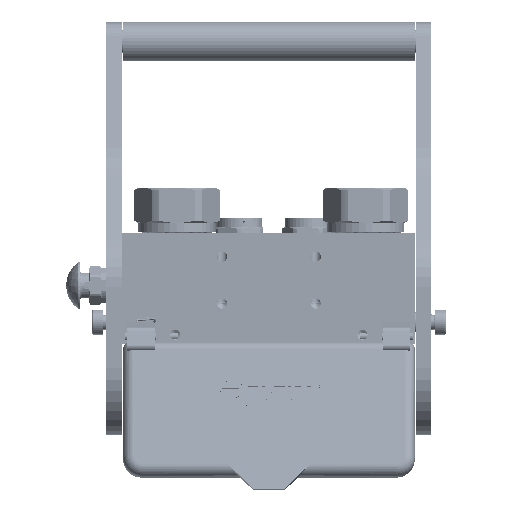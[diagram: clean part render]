
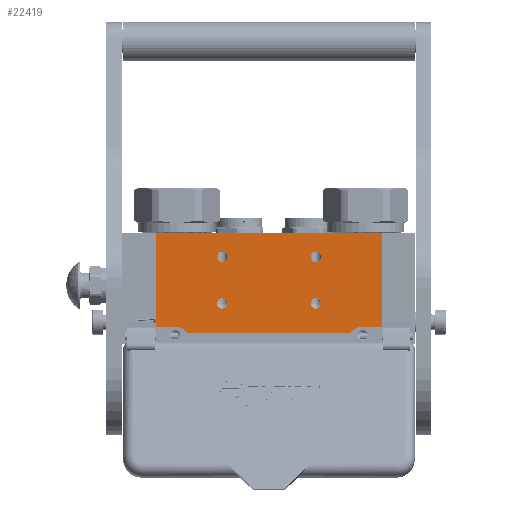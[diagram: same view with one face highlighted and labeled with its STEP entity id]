
A CAD part, left-side view. The second image highlights one B-rep face of the part: STEP entity #22419.
In plain terms, the highlighted face is planar.
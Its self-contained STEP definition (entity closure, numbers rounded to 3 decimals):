
#1874 = ORIENTED_EDGE ( 'NONE', *, *, #7331, .F. ) ;
#5103 = AXIS2_PLACEMENT_3D ( 'NONE', #18091, #142691, #98421 ) ;
#6389 = CARTESIAN_POINT ( 'NONE',  ( 64., 15., -108. ) ) ;
#6946 = AXIS2_PLACEMENT_3D ( 'NONE', #79159, #45040, #34005 ) ;
#7099 = ORIENTED_EDGE ( 'NONE', *, *, #107709, .F. ) ;
#7331 = EDGE_CURVE ( 'NONE', #24353, #103104, #135803, .T. ) ;
#8332 = EDGE_LOOP ( 'NONE', ( #41721, #117511 ) ) ;
#9752 = CARTESIAN_POINT ( 'NONE',  ( 21.3, 60., -108. ) ) ;
#11730 = AXIS2_PLACEMENT_3D ( 'NONE', #103406, #12035, #23553 ) ;
#11770 = DIRECTION ( 'NONE',  ( 1., 0., 0. ) ) ;
#12035 = DIRECTION ( 'NONE',  ( 0., 0., -1. ) ) ;
#13303 = VERTEX_POINT ( 'NONE', #53847 ) ;
#13530 = VERTEX_POINT ( 'NONE', #142154 ) ;
#17914 = DIRECTION ( 'NONE',  ( 0., 0., -1. ) ) ;
#18091 = CARTESIAN_POINT ( 'NONE',  ( 154., 70., -108. ) ) ;
#21543 = LINE ( 'NONE', #29365, #123972 ) ;
#21724 = CARTESIAN_POINT ( 'NONE',  ( 124., 11.7, -108. ) ) ;
#22335 = CIRCLE ( 'NONE', #6946, 3.3 ) ;
#22419 = ADVANCED_FACE ( 'NONE', ( #124810, #33252, #36858, #90737, #117660 ), #108788, .T. ) ;
#23553 = DIRECTION ( 'NONE',  ( 0., -1., 0. ) ) ;
#24310 = VERTEX_POINT ( 'NONE', #75487 ) ;
#24353 = VERTEX_POINT ( 'NONE', #52908 ) ;
#24589 = AXIS2_PLACEMENT_3D ( 'NONE', #58990, #35930, #148939 ) ;
#25643 = VERTEX_POINT ( 'NONE', #98420 ) ;
#29270 = DIRECTION ( 'NONE',  ( 0., 0., -1. ) ) ;
#29298 = EDGE_CURVE ( 'NONE', #96684, #133779, #46175, .T. ) ;
#29365 = CARTESIAN_POINT ( 'NONE',  ( 21.3, 0., -108. ) ) ;
#30516 = VECTOR ( 'NONE', #148548, 1000. ) ;
#30832 = VERTEX_POINT ( 'NONE', #87319 ) ;
#31080 = CARTESIAN_POINT ( 'NONE',  ( 166.7, 0., -108. ) ) ;
#31548 = CIRCLE ( 'NONE', #146180, 3.3 ) ;
#31851 = AXIS2_PLACEMENT_3D ( 'NONE', #143770, #29270, #74917 ) ;
#33252 = FACE_BOUND ( 'NONE', #8332, .T. ) ;
#34005 = DIRECTION ( 'NONE',  ( 0., 1., 0. ) ) ;
#34287 = CIRCLE ( 'NONE', #11730, 3.3 ) ;
#34906 = EDGE_LOOP ( 'NONE', ( #81186, #91379, #98877, #89373, #53897, #1874, #104341, #40164 ) ) ;
#34921 = EDGE_CURVE ( 'NONE', #24310, #13530, #72611, .T. ) ;
#35930 = DIRECTION ( 'NONE',  ( 0., 0., -1. ) ) ;
#36273 = ORIENTED_EDGE ( 'NONE', *, *, #118890, .F. ) ;
#36858 = FACE_BOUND ( 'NONE', #66415, .T. ) ;
#36936 = LINE ( 'NONE', #9752, #103317 ) ;
#38761 = ORIENTED_EDGE ( 'NONE', *, *, #139534, .F. ) ;
#40164 = ORIENTED_EDGE ( 'NONE', *, *, #55519, .F. ) ;
#41146 = VERTEX_POINT ( 'NONE', #49422 ) ;
#41721 = ORIENTED_EDGE ( 'NONE', *, *, #29298, .F. ) ;
#42322 = DIRECTION ( 'NONE',  ( 0., 1., 0. ) ) ;
#42751 = ORIENTED_EDGE ( 'NONE', *, *, #34921, .F. ) ;
#43583 = DIRECTION ( 'NONE',  ( 0., 1., 0. ) ) ;
#45040 = DIRECTION ( 'NONE',  ( 0., 0., -1. ) ) ;
#46175 = CIRCLE ( 'NONE', #24589, 3.3 ) ;
#49058 = EDGE_CURVE ( 'NONE', #103104, #30832, #107894, .T. ) ;
#49422 = CARTESIAN_POINT ( 'NONE',  ( 64., 18.3, -108. ) ) ;
#49752 = DIRECTION ( 'NONE',  ( 0., 0., -1. ) ) ;
#49927 = CARTESIAN_POINT ( 'NONE',  ( 154., 60., -108. ) ) ;
#51965 = CARTESIAN_POINT ( 'NONE',  ( 145.854, 64.2, -108. ) ) ;
#52908 = CARTESIAN_POINT ( 'NONE',  ( 145.854, 64.2, -108. ) ) ;
#53847 = CARTESIAN_POINT ( 'NONE',  ( 21.3, 60., -108. ) ) ;
#53897 = ORIENTED_EDGE ( 'NONE', *, *, #49058, .F. ) ;
#55519 = EDGE_CURVE ( 'NONE', #93078, #64511, #57359, .T. ) ;
#56668 = VECTOR ( 'NONE', #71876, 1000. ) ;
#57359 = LINE ( 'NONE', #67633, #30516 ) ;
#58332 = VERTEX_POINT ( 'NONE', #130170 ) ;
#58990 = CARTESIAN_POINT ( 'NONE',  ( 124., 15., -108. ) ) ;
#63990 = DIRECTION ( 'NONE',  ( 0., 1., 0. ) ) ;
#64511 = VERTEX_POINT ( 'NONE', #49927 ) ;
#65657 = DIRECTION ( 'NONE',  ( 0., 1., 0. ) ) ;
#66415 = EDGE_LOOP ( 'NONE', ( #42751, #38761 ) ) ;
#67633 = CARTESIAN_POINT ( 'NONE',  ( 166.7, 60., -108. ) ) ;
#68522 = EDGE_CURVE ( 'NONE', #13303, #30832, #36936, .T. ) ;
#71398 = VECTOR ( 'NONE', #43583, 1000. ) ;
#71876 = DIRECTION ( 'NONE',  ( -1., 0., 0. ) ) ;
#72611 = CIRCLE ( 'NONE', #31851, 3.3 ) ;
#73071 = VERTEX_POINT ( 'NONE', #76920 ) ;
#74917 = DIRECTION ( 'NONE',  ( 0., -1., 0. ) ) ;
#75487 = CARTESIAN_POINT ( 'NONE',  ( 64., 41.7, -108. ) ) ;
#76771 = EDGE_CURVE ( 'NONE', #25643, #129031, #98550, .T. ) ;
#76920 = CARTESIAN_POINT ( 'NONE',  ( 64., 11.7, -108. ) ) ;
#79159 = CARTESIAN_POINT ( 'NONE',  ( 64., 45., -108. ) ) ;
#81186 = ORIENTED_EDGE ( 'NONE', *, *, #102602, .F. ) ;
#87237 = EDGE_LOOP ( 'NONE', ( #7099, #123311 ) ) ;
#87300 = DIRECTION ( 'NONE',  ( 0., 0., -1. ) ) ;
#87319 = CARTESIAN_POINT ( 'NONE',  ( 34., 60., -108. ) ) ;
#88910 = EDGE_CURVE ( 'NONE', #124605, #13303, #21543, .T. ) ;
#89034 = DIRECTION ( 'NONE',  ( 0., 0., -1. ) ) ;
#89373 = ORIENTED_EDGE ( 'NONE', *, *, #68522, .T. ) ;
#90461 = CARTESIAN_POINT ( 'NONE',  ( 124., 45., -108. ) ) ;
#90737 = FACE_BOUND ( 'NONE', #87237, .T. ) ;
#91161 = CIRCLE ( 'NONE', #129270, 3.3 ) ;
#91379 = ORIENTED_EDGE ( 'NONE', *, *, #138548, .T. ) ;
#92721 = VECTOR ( 'NONE', #107206, 1000. ) ;
#93078 = VERTEX_POINT ( 'NONE', #95402 ) ;
#94763 = LINE ( 'NONE', #31080, #71398 ) ;
#95402 = CARTESIAN_POINT ( 'NONE',  ( 166.7, 60., -108. ) ) ;
#95753 = CARTESIAN_POINT ( 'NONE',  ( 124., 18.3, -108. ) ) ;
#96565 = ORIENTED_EDGE ( 'NONE', *, *, #76771, .F. ) ;
#96684 = VERTEX_POINT ( 'NONE', #21724 ) ;
#98012 = CIRCLE ( 'NONE', #5103, 10. ) ;
#98420 = CARTESIAN_POINT ( 'NONE',  ( 124., 48.3, -108. ) ) ;
#98421 = DIRECTION ( 'NONE',  ( 0., -1., 0. ) ) ;
#98550 = CIRCLE ( 'NONE', #123686, 3.3 ) ;
#98877 = ORIENTED_EDGE ( 'NONE', *, *, #88910, .T. ) ;
#102411 = AXIS2_PLACEMENT_3D ( 'NONE', #143179, #49752, #131093 ) ;
#102602 = EDGE_CURVE ( 'NONE', #58332, #93078, #94763, .T. ) ;
#102961 = DIRECTION ( 'NONE',  ( 0., -1., 0. ) ) ;
#103104 = VERTEX_POINT ( 'NONE', #120273 ) ;
#103317 = VECTOR ( 'NONE', #11770, 1000. ) ;
#103406 = CARTESIAN_POINT ( 'NONE',  ( 64., 15., -108. ) ) ;
#103464 = DIRECTION ( 'NONE',  ( 0., 0., -1. ) ) ;
#104341 = ORIENTED_EDGE ( 'NONE', *, *, #109407, .F. ) ;
#104681 = EDGE_CURVE ( 'NONE', #133779, #96684, #31548, .T. ) ;
#107206 = DIRECTION ( 'NONE',  ( -1., 0., 0. ) ) ;
#107709 = EDGE_CURVE ( 'NONE', #73071, #41146, #34287, .T. ) ;
#107894 = CIRCLE ( 'NONE', #102411, 10. ) ;
#108538 = CARTESIAN_POINT ( 'NONE',  ( 124., 15., -108. ) ) ;
#108788 = PLANE ( 'NONE',  #133673 ) ;
#108937 = DIRECTION ( 'NONE',  ( 0., 0., -1. ) ) ;
#109407 = EDGE_CURVE ( 'NONE', #64511, #24353, #98012, .T. ) ;
#110418 = CARTESIAN_POINT ( 'NONE',  ( 124., 45., -108. ) ) ;
#110571 = LINE ( 'NONE', #140754, #56668 ) ;
#117511 = ORIENTED_EDGE ( 'NONE', *, *, #104681, .F. ) ;
#117660 = FACE_OUTER_BOUND ( 'NONE', #34906, .T. ) ;
#118890 = EDGE_CURVE ( 'NONE', #129031, #25643, #91161, .T. ) ;
#120273 = CARTESIAN_POINT ( 'NONE',  ( 42.146, 64.2, -108. ) ) ;
#120349 = CARTESIAN_POINT ( 'NONE',  ( 166.7, 0., -108. ) ) ;
#121473 = EDGE_LOOP ( 'NONE', ( #36273, #96565 ) ) ;
#121481 = DIRECTION ( 'NONE',  ( 0., 1., 0. ) ) ;
#123018 = EDGE_CURVE ( 'NONE', #41146, #73071, #142332, .T. ) ;
#123311 = ORIENTED_EDGE ( 'NONE', *, *, #123018, .F. ) ;
#123686 = AXIS2_PLACEMENT_3D ( 'NONE', #110418, #108937, #121481 ) ;
#123972 = VECTOR ( 'NONE', #63990, 1000. ) ;
#124605 = VERTEX_POINT ( 'NONE', #135058 ) ;
#124810 = FACE_BOUND ( 'NONE', #121473, .T. ) ;
#129031 = VERTEX_POINT ( 'NONE', #148053 ) ;
#129270 = AXIS2_PLACEMENT_3D ( 'NONE', #90461, #103464, #102961 ) ;
#130170 = CARTESIAN_POINT ( 'NONE',  ( 166.7, 0., -108. ) ) ;
#131093 = DIRECTION ( 'NONE',  ( 0.815, -0.58, 0. ) ) ;
#133485 = AXIS2_PLACEMENT_3D ( 'NONE', #6389, #87300, #65657 ) ;
#133673 = AXIS2_PLACEMENT_3D ( 'NONE', #120349, #17914, #145960 ) ;
#133779 = VERTEX_POINT ( 'NONE', #95753 ) ;
#135058 = CARTESIAN_POINT ( 'NONE',  ( 21.3, 0., -108. ) ) ;
#135803 = LINE ( 'NONE', #51965, #92721 ) ;
#138548 = EDGE_CURVE ( 'NONE', #58332, #124605, #110571, .T. ) ;
#139534 = EDGE_CURVE ( 'NONE', #13530, #24310, #22335, .T. ) ;
#140754 = CARTESIAN_POINT ( 'NONE',  ( 166.7, 0., -108. ) ) ;
#142154 = CARTESIAN_POINT ( 'NONE',  ( 64., 48.3, -108. ) ) ;
#142332 = CIRCLE ( 'NONE', #133485, 3.3 ) ;
#142691 = DIRECTION ( 'NONE',  ( 0., 0., -1. ) ) ;
#143179 = CARTESIAN_POINT ( 'NONE',  ( 34., 70., -108. ) ) ;
#143770 = CARTESIAN_POINT ( 'NONE',  ( 64., 45., -108. ) ) ;
#145960 = DIRECTION ( 'NONE',  ( -1., 0., 0. ) ) ;
#146180 = AXIS2_PLACEMENT_3D ( 'NONE', #108538, #89034, #42322 ) ;
#148053 = CARTESIAN_POINT ( 'NONE',  ( 124., 41.7, -108. ) ) ;
#148548 = DIRECTION ( 'NONE',  ( -1., 0., 0. ) ) ;
#148939 = DIRECTION ( 'NONE',  ( 0., -1., 0. ) ) ;
